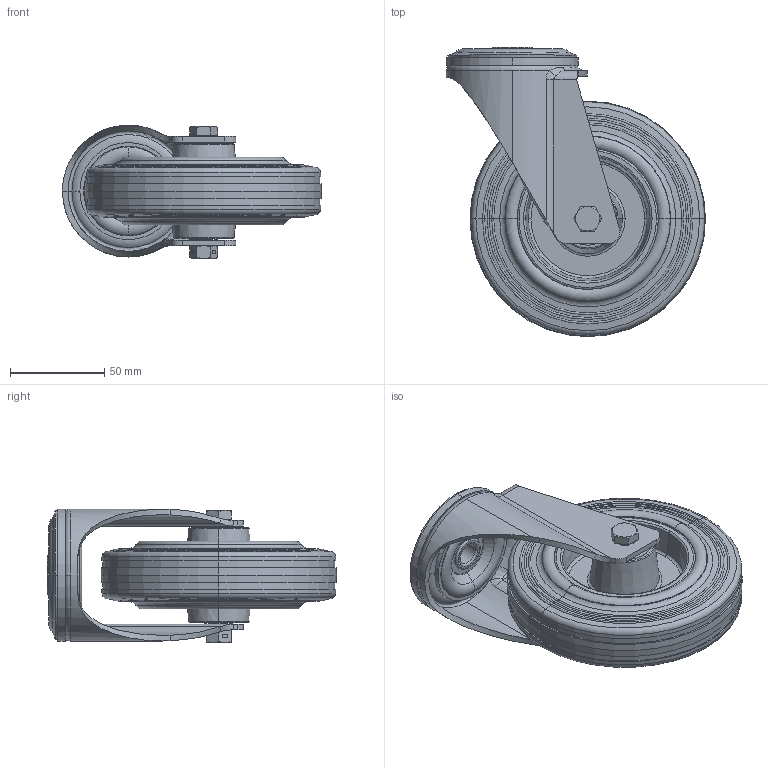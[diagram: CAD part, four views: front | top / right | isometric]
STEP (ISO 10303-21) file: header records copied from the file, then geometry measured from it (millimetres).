
FILE_DESCRIPTION (( 'STEP AP214' ), '1' );
FILE_NAME ('0056210.step', '2023-11-20T08:25:51', ( '' ), ( '' ), 'SwSTEP 2.0', 'SolidWorks 2020', '' );
FILE_SCHEMA (( 'AUTOMOTIVE_DESIGN' ));
Length unit declared in the file: millimetre
Products named in the file (1): 0056210
Bounding box: 137.5 x 153.5 x 71 mm (x, y, z)
Volume: 372955.2 mm3; surface area: 124711.8 mm2
Topology: 10 solids, 11 shells, 393 faces, 829 edges, 482 vertices
Faces by surface type: torus 110, cone 94, plane 88, cylinder 85, bspline 16
Entity records: 16786 total; most frequent: CARTESIAN_POINT 3801, DIRECTION 1955, ORIENTED_EDGE 1658, AXIS2_PLACEMENT_3D 862, EDGE_CURVE 829, CIRCLE 484, VERTEX_POINT 482, EDGE_LOOP 441
